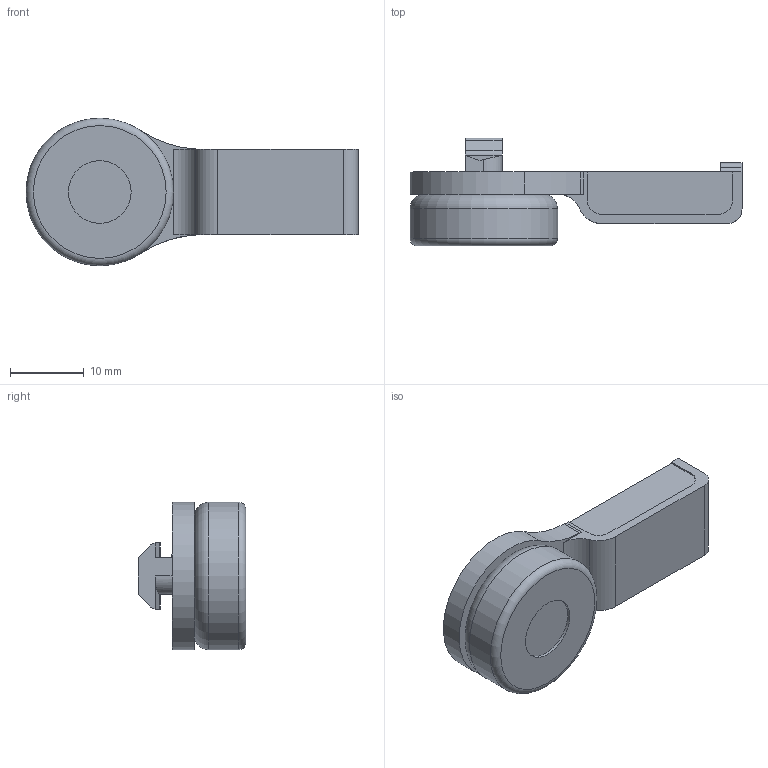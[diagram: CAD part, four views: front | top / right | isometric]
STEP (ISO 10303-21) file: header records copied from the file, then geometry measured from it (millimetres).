
FILE_DESCRIPTION(/* description */ ('KriTec Nut-Direktfuß 5 Raster 20'),/* implementation_level */ '2;1');
FILE_NAME(/* name */ '13421_KriTec_Nut_Direktfuss_5_Raster_20.stp',/* time_stamp */ '2019-12-04T13:47:41+01:00',/* author */ ('Steiner'),/* organization */ (''),/* preprocessor_version */ 'ST-DEVELOPER v17',/* originating_system */ 'Autodesk Inventor 2018',/* authorisation */ ' ');
FILE_SCHEMA (('AUTOMOTIVE_DESIGN { 1 0 10303 214 3 1 1 }'));
Length unit declared in the file: millimetre
Products named in the file (1): 13421
Bounding box: 45 x 14.6 x 20 mm (x, y, z)
Volume: 4497.8 mm3; surface area: 2594.1 mm2
Topology: 1 solids, 1 shells, 64 faces, 177 edges, 118 vertices
Faces by surface type: plane 37, cylinder 25, torus 2
Full cylindrical faces by diameter (mm): 8.5 x1, 20 x1
Entity records: 2106 total; most frequent: CARTESIAN_POINT 370, DIRECTION 365, ORIENTED_EDGE 354, EDGE_CURVE 177, AXIS2_PLACEMENT_3D 125, VERTEX_POINT 118, LINE 115, VECTOR 115
